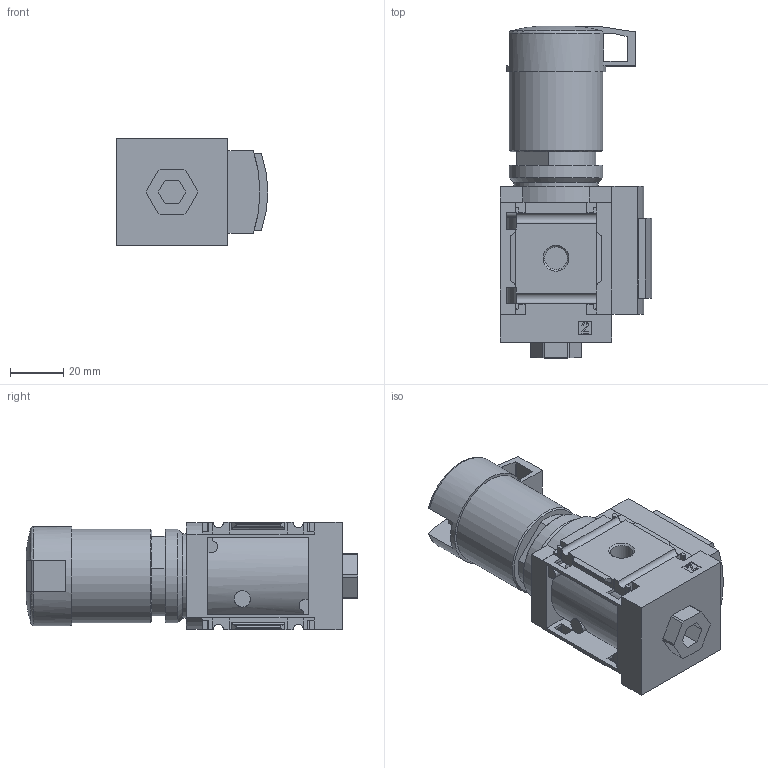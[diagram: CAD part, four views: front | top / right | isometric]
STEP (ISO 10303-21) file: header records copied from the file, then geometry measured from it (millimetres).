
FILE_DESCRIPTION(/* description */ ('STEP AP214'),/* implementation_level */ '2;1');
FILE_NAME(/* name */ '529424_MS4-LR-1_8-D6-AS-Z',/* time_stamp */ '2024-09-09T19:17:22+02:00',/* author */ ('License CC BY-ND 4.0'),/* organization */ ('CADENAS'),/* preprocessor_version */ 'ST-DEVELOPER v19.3',/* originating_system */ 'PARTsolutions',/* authorisation */ ' ');
FILE_SCHEMA (('AUTOMOTIVE_DESIGN {1 0 10303 214 3 1 1}'));
Length unit declared in the file: millimetre
Products named in the file (3): 529424 MS4-LR-1/8-D6-AS-Z; 527690 MS4-LR-1/8-D6-AS-Z-0D; 3343944 LRP-...-6
Assembly tree (2 placements, depth 2):
  529424 MS4-LR-1/8-D6-AS-Z
    527690 MS4-LR-1/8-D6-AS-Z-0D
    3343944 LRP-...-6
Bounding box: 57 x 124.6 x 40.2 mm (x, y, z)
Volume: 162568.8 mm3; surface area: 29553.2 mm2
Topology: 2 solids, 2 shells, 270 faces, 749 edges, 493 vertices
Faces by surface type: plane 201, cylinder 56, cone 9, torus 4
Full cylindrical faces by diameter (mm): 6.1 x1, 8.566 x2, 28.376 x1, 31.6 x1, 35 x1, 35.2 x1, 37.2 x1
Entity records: 10405 total; most frequent: CARTESIAN_POINT 1551, ORIENTED_EDGE 1460, DIRECTION 1395, EDGE_CURVE 730, LINE 589, VECTOR 589, VERTEX_POINT 491, AXIS2_PLACEMENT_3D 403
